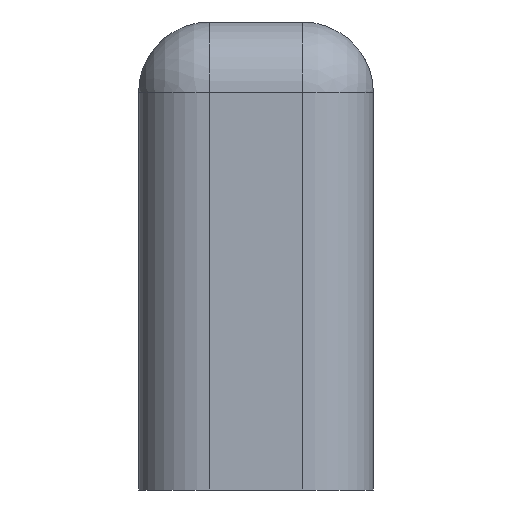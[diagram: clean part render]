
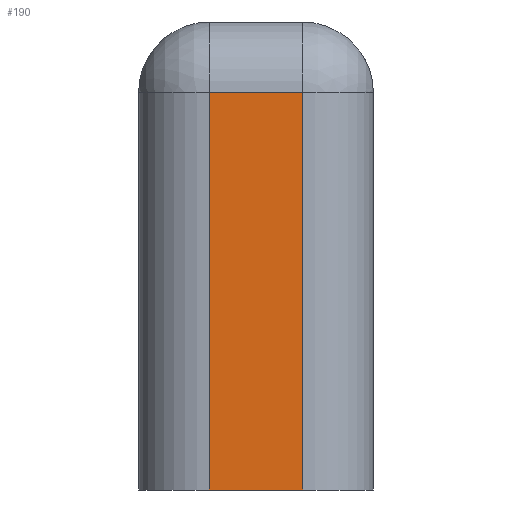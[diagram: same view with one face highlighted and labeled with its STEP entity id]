
A CAD part, front view. The second image highlights one B-rep face of the part: STEP entity #190.
In plain terms, the highlighted planar face has unit normal (0, -1, 0).
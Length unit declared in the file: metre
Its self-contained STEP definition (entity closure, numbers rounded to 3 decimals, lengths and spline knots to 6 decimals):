
#10 = FACE_OUTER_BOUND ( 'NONE', #37, .T. ) ;
#20 = DIRECTION ( 'NONE',  ( 0., 0., 1. ) ) ;
#29 = VECTOR ( 'NONE', #556, 1. ) ;
#30 = CARTESIAN_POINT ( 'NONE',  ( 0.011547, 0.507631, 0. ) ) ;
#34 = EDGE_CURVE ( 'NONE', #325, #229, #403, .T. ) ;
#37 = EDGE_LOOP ( 'NONE', ( #452, #443, #242, #399 ) ) ;
#82 = DIRECTION ( 'NONE',  ( 0., 1., 0. ) ) ;
#137 = LINE ( 'NONE', #30, #514 ) ;
#142 = CARTESIAN_POINT ( 'NONE',  ( 0.018108, 0.507631, 0.028 ) ) ;
#162 = DIRECTION ( 'NONE',  ( 1., 0., 0. ) ) ;
#190 = ADVANCED_FACE ( 'NONE', ( #10 ), #377, .F. ) ;
#193 = VERTEX_POINT ( 'NONE', #690 ) ;
#201 = EDGE_CURVE ( 'NONE', #229, #264, #633, .T. ) ;
#229 = VERTEX_POINT ( 'NONE', #142 ) ;
#242 = ORIENTED_EDGE ( 'NONE', *, *, #201, .T. ) ;
#264 = VERTEX_POINT ( 'NONE', #571 ) ;
#268 = VECTOR ( 'NONE', #413, 1. ) ;
#325 = VERTEX_POINT ( 'NONE', #768 ) ;
#335 = CARTESIAN_POINT ( 'NONE',  ( 0., 0.507631, 0. ) ) ;
#377 = PLANE ( 'NONE',  #547 ) ;
#399 = ORIENTED_EDGE ( 'NONE', *, *, #659, .T. ) ;
#403 = LINE ( 'NONE', #695, #268 ) ;
#409 = LINE ( 'NONE', #335, #410 ) ;
#410 = VECTOR ( 'NONE', #162, 1. ) ;
#413 = DIRECTION ( 'NONE',  ( 0., 0., 1. ) ) ;
#443 = ORIENTED_EDGE ( 'NONE', *, *, #34, .T. ) ;
#445 = CARTESIAN_POINT ( 'NONE',  ( 0.006547, 0.507631, 0.033 ) ) ;
#452 = ORIENTED_EDGE ( 'NONE', *, *, #753, .T. ) ;
#514 = VECTOR ( 'NONE', #570, 1. ) ;
#547 = AXIS2_PLACEMENT_3D ( 'NONE', #445, #82, #20 ) ;
#556 = DIRECTION ( 'NONE',  ( -1., 0., 0. ) ) ;
#570 = DIRECTION ( 'NONE',  ( 0., 0., -1. ) ) ;
#571 = CARTESIAN_POINT ( 'NONE',  ( 0.011547, 0.507631, 0.028 ) ) ;
#633 = LINE ( 'NONE', #676, #29 ) ;
#659 = EDGE_CURVE ( 'NONE', #264, #193, #137, .T. ) ;
#676 = CARTESIAN_POINT ( 'NONE',  ( 0.006547, 0.507631, 0.028 ) ) ;
#690 = CARTESIAN_POINT ( 'NONE',  ( 0.011547, 0.507631, 0. ) ) ;
#695 = CARTESIAN_POINT ( 'NONE',  ( 0.018108, 0.507631, 0.033 ) ) ;
#753 = EDGE_CURVE ( 'NONE', #193, #325, #409, .T. ) ;
#768 = CARTESIAN_POINT ( 'NONE',  ( 0.018108, 0.507631, 0. ) ) ;
